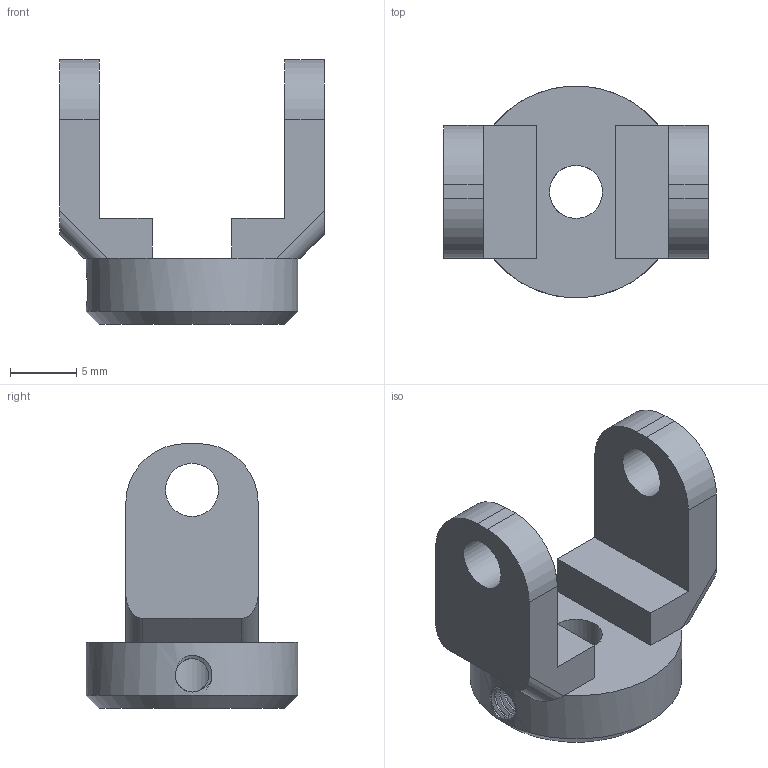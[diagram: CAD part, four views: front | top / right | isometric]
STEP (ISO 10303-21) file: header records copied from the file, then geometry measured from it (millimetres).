
FILE_DESCRIPTION(('FreeCAD Model'),'2;1');
FILE_NAME('Open CASCADE Shape Model','2022-05-10T00:34:48',('Author'),( ''),'Open CASCADE STEP processor 7.5','FreeCAD','Unknown');
FILE_SCHEMA(('AUTOMOTIVE_DESIGN { 1 0 10303 214 1 1 1 1 }'));
Length unit declared in the file: millimetre
Products named in the file (1): U-joint
Bounding box: 20 x 16 x 20 mm (x, y, z)
Volume: 1858.1 mm3; surface area: 1593.5 mm2
Topology: 1 solids, 1 shells, 94 faces, 223 edges, 131 vertices
Faces by surface type: bspline 46, cylinder 27, plane 20, cone 1
Full cylindrical faces by diameter (mm): 2.52 x12, 4 x3, 16 x1
Entity records: 17059 total; most frequent: CARTESIAN_POINT 13047, DIRECTION 548, ORIENTED_EDGE 446, PCURVE 446, DEFINITIONAL_REPRESENTATION 446, LINE 372, VECTOR 372, B_SPLINE_CURVE_WITH_KNOTS 240
